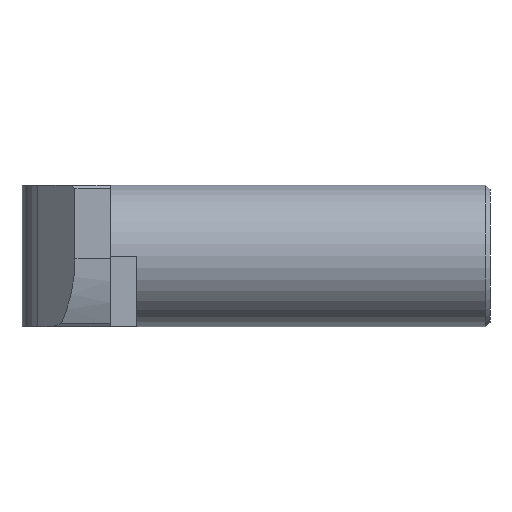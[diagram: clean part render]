
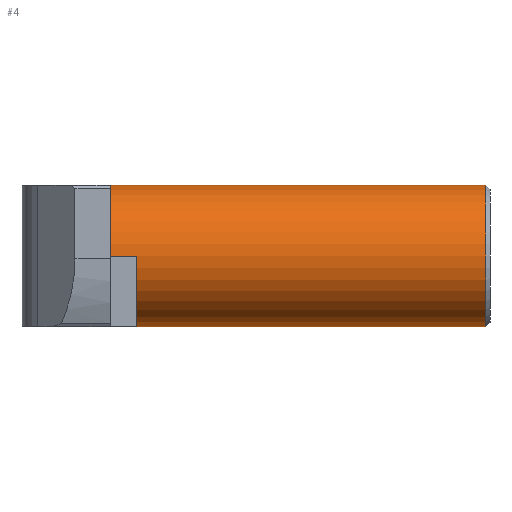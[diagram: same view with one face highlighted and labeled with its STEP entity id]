
A CAD part, left-side view. The second image highlights one B-rep face of the part: STEP entity #4.
In plain terms, the highlighted cylindrical face has radius 4 mm (diameter 8 mm), a partial arc.
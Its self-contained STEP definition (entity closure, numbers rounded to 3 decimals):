
#4 = ADVANCED_FACE ( 'NONE', ( #386 ), #387, .T. ) ;
#30 = AXIS2_PLACEMENT_3D ( 'NONE', #125, #122, #118 ) ;
#32 = AXIS2_PLACEMENT_3D ( 'NONE', #656, #655, #654 ) ;
#34 = AXIS2_PLACEMENT_3D ( 'NONE', #690, #684, #682 ) ;
#63 = AXIS2_PLACEMENT_3D ( 'NONE', #213, #166, #167 ) ;
#76 = EDGE_CURVE ( 'NONE', #214, #165, #440, .T. ) ;
#117 = DIRECTION ( 'NONE',  ( 0., -1., 0. ) ) ;
#118 = DIRECTION ( 'NONE',  ( 0., 0., -1. ) ) ;
#119 = CARTESIAN_POINT ( 'NONE',  ( -9., -12.375, 0. ) ) ;
#122 = DIRECTION ( 'NONE',  ( 0., 1., 0. ) ) ;
#125 = CARTESIAN_POINT ( 'NONE',  ( -9., -1.75, -4. ) ) ;
#165 = VERTEX_POINT ( 'NONE', #700 ) ;
#166 = DIRECTION ( 'NONE',  ( 0., -1., 0. ) ) ;
#167 = DIRECTION ( 'NONE',  ( 0., 0., -1. ) ) ;
#172 = VERTEX_POINT ( 'NONE', #687 ) ;
#175 = VERTEX_POINT ( 'NONE', #681 ) ;
#196 = VERTEX_POINT ( 'NONE', #746 ) ;
#199 = VERTEX_POINT ( 'NONE', #742 ) ;
#200 = VERTEX_POINT ( 'NONE', #739 ) ;
#213 = CARTESIAN_POINT ( 'NONE',  ( -9., -1.75, -4. ) ) ;
#214 = VERTEX_POINT ( 'NONE', #718 ) ;
#243 = EDGE_CURVE ( 'NONE', #196, #214, #492, .T. ) ;
#244 = EDGE_CURVE ( 'NONE', #172, #199, #491, .T. ) ;
#245 = EDGE_CURVE ( 'NONE', #196, #175, #494, .T. ) ;
#249 = EDGE_CURVE ( 'NONE', #175, #199, #539, .T. ) ;
#254 = EDGE_CURVE ( 'NONE', #165, #200, #546, .T. ) ;
#272 = EDGE_CURVE ( 'NONE', #200, #172, #575, .T. ) ;
#365 = EDGE_LOOP ( 'NONE', ( #581, #580, #567, #525, #521, #523, #520 ) ) ;
#386 = FACE_OUTER_BOUND ( 'NONE', #365, .T. ) ;
#387 = CYLINDRICAL_SURFACE ( 'NONE', #63, 4. ) ;
#440 = LINE ( 'NONE', #729, #441 ) ;
#441 = VECTOR ( 'NONE', #715, 1000. ) ;
#470 = VECTOR ( 'NONE', #117, 1000. ) ;
#491 = LINE ( 'NONE', #678, #493 ) ;
#492 = CIRCLE ( 'NONE', #34, 4. ) ;
#493 = VECTOR ( 'NONE', #675, 1000. ) ;
#494 = LINE ( 'NONE', #674, #495 ) ;
#495 = VECTOR ( 'NONE', #673, 1000. ) ;
#520 = ORIENTED_EDGE ( 'NONE', *, *, #249, .T. ) ;
#521 = ORIENTED_EDGE ( 'NONE', *, *, #243, .F. ) ;
#523 = ORIENTED_EDGE ( 'NONE', *, *, #245, .T. ) ;
#525 = ORIENTED_EDGE ( 'NONE', *, *, #76, .F. ) ;
#539 = CIRCLE ( 'NONE', #32, 4. ) ;
#546 = CIRCLE ( 'NONE', #30, 4. ) ;
#567 = ORIENTED_EDGE ( 'NONE', *, *, #254, .F. ) ;
#575 = LINE ( 'NONE', #119, #470 ) ;
#580 = ORIENTED_EDGE ( 'NONE', *, *, #272, .F. ) ;
#581 = ORIENTED_EDGE ( 'NONE', *, *, #244, .F. ) ;
#654 = DIRECTION ( 'NONE',  ( 0., 0., 1. ) ) ;
#655 = DIRECTION ( 'NONE',  ( 0., 1., 0. ) ) ;
#656 = CARTESIAN_POINT ( 'NONE',  ( -9., -23., -4. ) ) ;
#673 = DIRECTION ( 'NONE',  ( 0., -1., 0. ) ) ;
#674 = CARTESIAN_POINT ( 'NONE',  ( -9., -1.75, -8. ) ) ;
#675 = DIRECTION ( 'NONE',  ( 0., -1., 0. ) ) ;
#678 = CARTESIAN_POINT ( 'NONE',  ( -9., -1.75, 0. ) ) ;
#681 = CARTESIAN_POINT ( 'NONE',  ( -9., -23., -8. ) ) ;
#682 = DIRECTION ( 'NONE',  ( 0., 0., -1. ) ) ;
#684 = DIRECTION ( 'NONE',  ( 0., 1., 0. ) ) ;
#687 = CARTESIAN_POINT ( 'NONE',  ( -9., -3.25, 0. ) ) ;
#690 = CARTESIAN_POINT ( 'NONE',  ( -9., -3.25, -4. ) ) ;
#700 = CARTESIAN_POINT ( 'NONE',  ( -13., -1.75, -4. ) ) ;
#715 = DIRECTION ( 'NONE',  ( 0., 1., 0. ) ) ;
#718 = CARTESIAN_POINT ( 'NONE',  ( -13., -3.25, -4. ) ) ;
#729 = CARTESIAN_POINT ( 'NONE',  ( -13., -2.5, -4. ) ) ;
#739 = CARTESIAN_POINT ( 'NONE',  ( -9., -1.75, 0. ) ) ;
#742 = CARTESIAN_POINT ( 'NONE',  ( -9., -23., 0. ) ) ;
#746 = CARTESIAN_POINT ( 'NONE',  ( -9., -3.25, -8. ) ) ;
